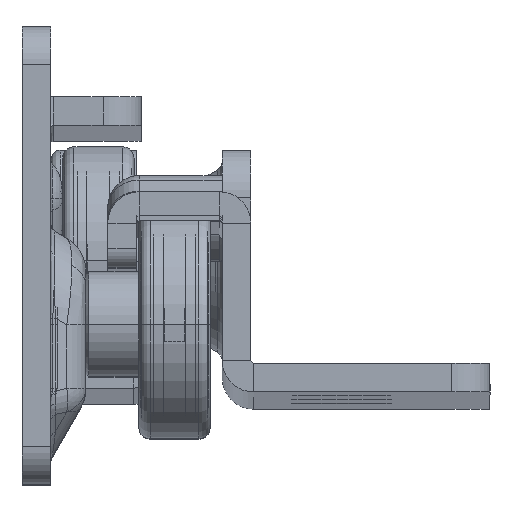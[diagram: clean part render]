
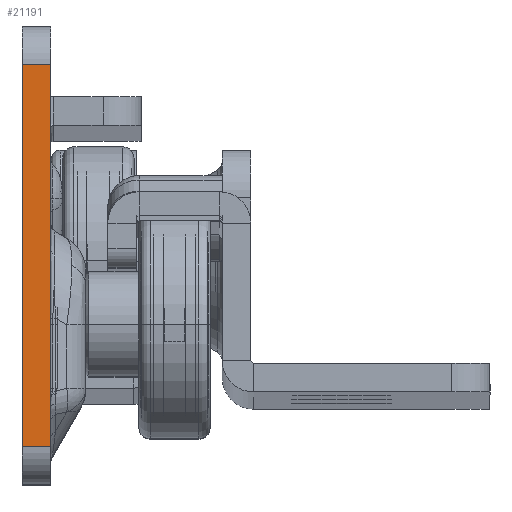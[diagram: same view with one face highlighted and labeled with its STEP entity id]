
A CAD part, top view. The second image highlights one B-rep face of the part: STEP entity #21191.
In plain terms, the highlighted planar face has unit normal (0, 0, 1).
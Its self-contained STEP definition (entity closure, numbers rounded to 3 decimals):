
#826 = CARTESIAN_POINT ( 'NONE',  ( -3., 18.3, 0. ) ) ;
#1202 = LINE ( 'NONE', #826, #4003 ) ;
#1493 = VERTEX_POINT ( 'NONE', #1764 ) ;
#1764 = CARTESIAN_POINT ( 'NONE',  ( 0., -21.7, 0. ) ) ;
#2894 = CARTESIAN_POINT ( 'NONE',  ( -3., -29.094, 0. ) ) ;
#3257 = CARTESIAN_POINT ( 'NONE',  ( -3., -21.7, 0. ) ) ;
#3576 = EDGE_CURVE ( 'NONE', #18656, #1493, #10909, .T. ) ;
#4003 = VECTOR ( 'NONE', #10739, 1000. ) ;
#4667 = DIRECTION ( 'NONE',  ( 1., 0., 0. ) ) ;
#4850 = PLANE ( 'NONE',  #25178 ) ;
#5146 = CARTESIAN_POINT ( 'NONE',  ( -3., 18.3, 0. ) ) ;
#5233 = DIRECTION ( 'NONE',  ( 1., 0., 0. ) ) ;
#6892 = VERTEX_POINT ( 'NONE', #10713 ) ;
#9561 = VERTEX_POINT ( 'NONE', #5146 ) ;
#9862 = VECTOR ( 'NONE', #4667, 1000. ) ;
#10713 = CARTESIAN_POINT ( 'NONE',  ( 0., 18.3, 0. ) ) ;
#10739 = DIRECTION ( 'NONE',  ( 1., 0., 0. ) ) ;
#10909 = LINE ( 'NONE', #18791, #9862 ) ;
#12215 = ORIENTED_EDGE ( 'NONE', *, *, #3576, .T. ) ;
#12577 = ORIENTED_EDGE ( 'NONE', *, *, #13045, .T. ) ;
#13045 = EDGE_CURVE ( 'NONE', #9561, #18656, #16943, .T. ) ;
#13282 = CARTESIAN_POINT ( 'NONE',  ( 0., -29.094, 0. ) ) ;
#13527 = EDGE_LOOP ( 'NONE', ( #19318, #17776, #12577, #12215 ) ) ;
#13800 = LINE ( 'NONE', #13282, #19466 ) ;
#16943 = LINE ( 'NONE', #24704, #23386 ) ;
#17424 = EDGE_CURVE ( 'NONE', #9561, #6892, #1202, .T. ) ;
#17776 = ORIENTED_EDGE ( 'NONE', *, *, #17424, .F. ) ;
#18656 = VERTEX_POINT ( 'NONE', #3257 ) ;
#18791 = CARTESIAN_POINT ( 'NONE',  ( -142.194, -21.7, 0. ) ) ;
#19318 = ORIENTED_EDGE ( 'NONE', *, *, #22194, .F. ) ;
#19466 = VECTOR ( 'NONE', #25273, 1000. ) ;
#20520 = DIRECTION ( 'NONE',  ( 0., 0., 1. ) ) ;
#21191 = ADVANCED_FACE ( 'NONE', ( #21960 ), #4850, .T. ) ;
#21960 = FACE_OUTER_BOUND ( 'NONE', #13527, .T. ) ;
#22194 = EDGE_CURVE ( 'NONE', #6892, #1493, #13800, .T. ) ;
#23386 = VECTOR ( 'NONE', #24588, 1000. ) ;
#24588 = DIRECTION ( 'NONE',  ( 0., -1., 0. ) ) ;
#24704 = CARTESIAN_POINT ( 'NONE',  ( -3., -29.094, 0. ) ) ;
#25178 = AXIS2_PLACEMENT_3D ( 'NONE', #2894, #20520, #5233 ) ;
#25273 = DIRECTION ( 'NONE',  ( 0., -1., 0. ) ) ;
